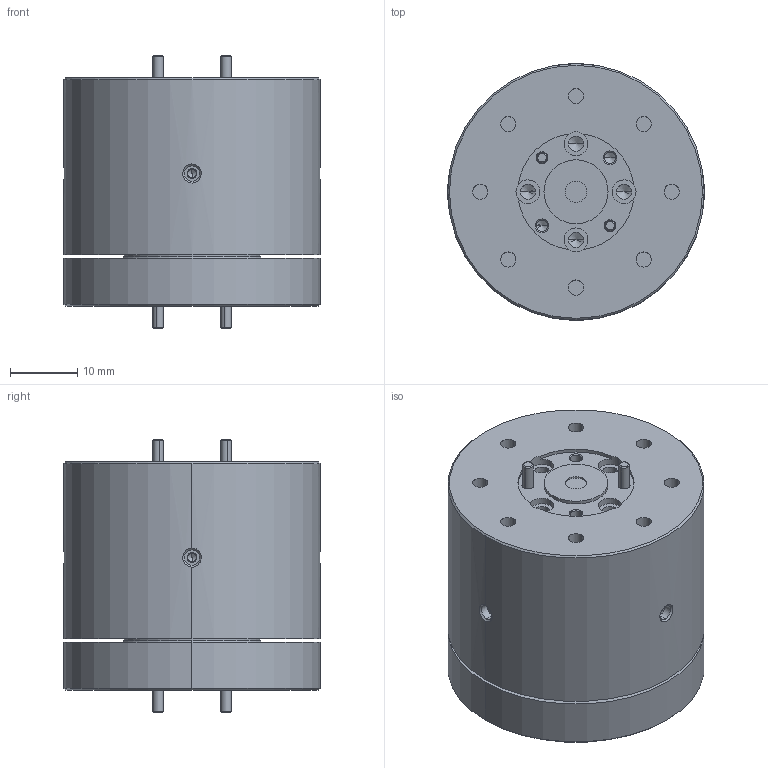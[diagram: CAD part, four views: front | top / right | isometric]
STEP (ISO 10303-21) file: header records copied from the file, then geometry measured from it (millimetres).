
FILE_DESCRIPTION (( 'STEP AP203' ), '1' );
FILE_NAME ('SAN-60390310-125I125I-S1.STEP', '2019-06-06T17:43:40', ( '' ), ( '' ), 'SwSTEP 2.0', 'SolidWorks 2016', '' );
FILE_SCHEMA (( 'CONFIG_CONTROL_DESIGN' ));
Length unit declared in the file: inch
Products named in the file (1): SAN-60390310-125I125I-S1
Bounding box: 38.1 x 38.1 x 40.67 mm (x, y, z)
Volume: 37470.3 mm3; surface area: 9389.3 mm2
Topology: 5 solids, 9 shells, 336 faces, 731 edges, 414 vertices
Faces by surface type: cone 128, cylinder 120, plane 86, torus 2
Entity records: 9480 total; most frequent: CARTESIAN_POINT 2128, DIRECTION 1645, ORIENTED_EDGE 1398, EDGE_CURVE 699, AXIS2_PLACEMENT_3D 673, VERTEX_POINT 414, EDGE_LOOP 377, CIRCLE 336
